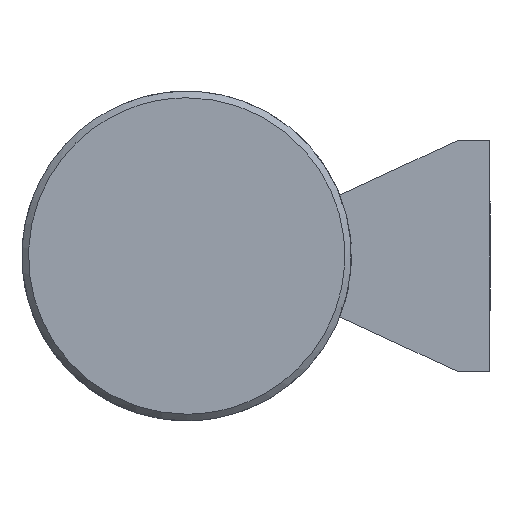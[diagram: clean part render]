
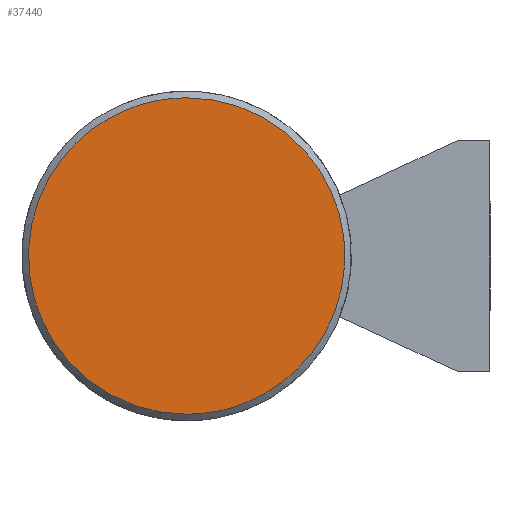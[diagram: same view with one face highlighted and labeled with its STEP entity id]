
A CAD part, left-side view. The second image highlights one B-rep face of the part: STEP entity #37440.
In plain terms, the highlighted free-form (B-spline) face has degree [1, 1] with [2, 2] control points.
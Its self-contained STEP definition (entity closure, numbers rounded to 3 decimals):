
#36920 = CARTESIAN_POINT ('', (0., 46., 24.));
#36930 = VERTEX_POINT ('', #36920);
#36940 = CARTESIAN_POINT ('', (0., 46., -24.));
#36950 = VERTEX_POINT ('', #36940);
#36960 = CARTESIAN_POINT ('', (0., 46., 24.));
#36970 = CARTESIAN_POINT ('', (0., -2., 24.));
#36980 = CARTESIAN_POINT ('', (0., -2., -24.));
#36990 = CARTESIAN_POINT ('', (0., 46., -24.));
#37000 = (
   BOUNDED_CURVE ()
   B_SPLINE_CURVE (3, (#36960, #36970, #36980, #36990), .UNSPECIFIED., .F., .U.)
   B_SPLINE_CURVE_WITH_KNOTS ((4, 4), (0., 1.), .UNSPECIFIED.)
   CURVE ()
   GEOMETRIC_REPRESENTATION_ITEM ()
   RATIONAL_B_SPLINE_CURVE ((1., 0.333, 0.333, 1.))
   REPRESENTATION_ITEM ('')
);
#37010 = EDGE_CURVE ('', #36930, #36950, #37000, .T.);
#37100 = CARTESIAN_POINT ('', (0., 46., -24.));
#37110 = CARTESIAN_POINT ('', (0., 94., -24.));
#37120 = CARTESIAN_POINT ('', (0., 94., 24.));
#37130 = CARTESIAN_POINT ('', (0., 46., 24.));
#37140 = (
   BOUNDED_CURVE ()
   B_SPLINE_CURVE (3, (#37100, #37110, #37120, #37130), .UNSPECIFIED., .F., .U.)
   B_SPLINE_CURVE_WITH_KNOTS ((4, 4), (0., 1.), .UNSPECIFIED.)
   CURVE ()
   GEOMETRIC_REPRESENTATION_ITEM ()
   RATIONAL_B_SPLINE_CURVE ((1., 0.333, 0.333, 1.))
   REPRESENTATION_ITEM ('')
);
#37150 = EDGE_CURVE ('', #36950, #36930, #37140, .T.);
#37350 = ORIENTED_EDGE ('', *, *, #37150, .F.);
#37360 = ORIENTED_EDGE ('', *, *, #37010, .F.);
#37370 = EDGE_LOOP ('', (#37350, #37360));
#37380 = FACE_OUTER_BOUND ('', #37370, .T.);
#37390 = CARTESIAN_POINT ('', (0., 70.288, -24.288));
#37400 = CARTESIAN_POINT ('', (0., 70.288, 24.288));
#37410 = CARTESIAN_POINT ('', (0., 21.712, -24.288));
#37420 = CARTESIAN_POINT ('', (0., 21.712, 24.288));
#37430 = B_SPLINE_SURFACE_WITH_KNOTS ('', 1, 1, ((#37390, #37400), (#37410, #37420)), .UNSPECIFIED., .F., .F., .U., (2, 2), (2, 2), (0., 1.), (0., 1.), .UNSPECIFIED.);
#37440 = ADVANCED_FACE ('', (#37380), #37430, .T.);
